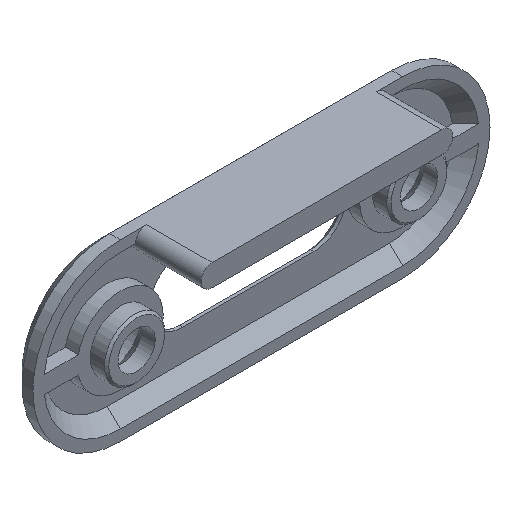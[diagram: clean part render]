
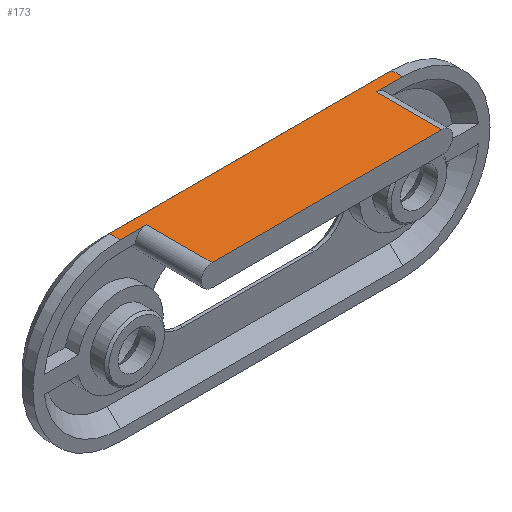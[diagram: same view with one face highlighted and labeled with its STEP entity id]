
A CAD part, isometric view. The second image highlights one B-rep face of the part: STEP entity #173.
In plain terms, the highlighted planar face has unit normal (0, 0, 1).
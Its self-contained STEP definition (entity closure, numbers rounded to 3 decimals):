
#173=ADVANCED_FACE('',(#264),#266,.F.);
#264=FACE_BOUND('',#265,.T.);
#265=EDGE_LOOP('',(#621,#622,#623,#624,#625,#626,#627,#628));
#266=PLANE('',#267);
#267=AXIS2_PLACEMENT_3D('',#268,#269,#270);
#268=CARTESIAN_POINT('',(0.,8.,16.));
#269=DIRECTION('',(0.,0.,-1.));
#270=DIRECTION('',(-1.,0.,0.));
#621=ORIENTED_EDGE('',*,*,#837,.F.);
#622=ORIENTED_EDGE('',*,*,#838,.T.);
#623=ORIENTED_EDGE('',*,*,#839,.F.);
#624=ORIENTED_EDGE('',*,*,#840,.F.);
#625=ORIENTED_EDGE('',*,*,#841,.T.);
#626=ORIENTED_EDGE('',*,*,#842,.F.);
#627=ORIENTED_EDGE('',*,*,#843,.T.);
#628=ORIENTED_EDGE('',*,*,#825,.F.);
#825=EDGE_CURVE('',#947,#948,#949,.T.);
#837=EDGE_CURVE('',#967,#947,#968,.T.);
#838=EDGE_CURVE('',#967,#969,#970,.F.);
#839=EDGE_CURVE('',#971,#969,#972,.T.);
#840=EDGE_CURVE('',#973,#971,#974,.T.);
#841=EDGE_CURVE('',#973,#975,#976,.T.);
#842=EDGE_CURVE('',#977,#975,#978,.F.);
#843=EDGE_CURVE('',#977,#948,#979,.T.);
#947=VERTEX_POINT('',#1160);
#948=VERTEX_POINT('',#1161);
#949=LINE('',#1162,#1163);
#967=VERTEX_POINT('',#1204);
#968=LINE('',#1205,#1206);
#969=VERTEX_POINT('',#1208);
#970=LINE('',#1209,#1210);
#971=VERTEX_POINT('',#1212);
#972=LINE('',#1213,#1214);
#973=VERTEX_POINT('',#1216);
#974=LINE('',#1217,#1218);
#975=VERTEX_POINT('',#1220);
#976=LINE('',#1221,#1222);
#977=VERTEX_POINT('',#1224);
#978=LINE('',#1225,#1226);
#979=LINE('',#1228,#1229);
#1160=CARTESIAN_POINT('',(-12.925,10.,16.));
#1161=CARTESIAN_POINT('',(12.925,10.,16.));
#1162=CARTESIAN_POINT('',(-12.925,10.,16.));
#1163=VECTOR('',#1164,1.);
#1164=DIRECTION('',(1.,0.,0.));
#1204=CARTESIAN_POINT('',(-12.925,9.,16.));
#1205=CARTESIAN_POINT('',(-12.925,9.,16.));
#1206=VECTOR('',#1207,1.);
#1207=DIRECTION('',(0.,1.,0.));
#1208=CARTESIAN_POINT('',(-10.525,9.,16.));
#1209=CARTESIAN_POINT('',(-10.525,9.,16.));
#1210=VECTOR('',#1211,1.);
#1211=DIRECTION('',(-1.,0.,0.));
#1212=CARTESIAN_POINT('',(-10.525,3.,16.));
#1213=CARTESIAN_POINT('',(-10.525,3.,16.));
#1214=VECTOR('',#1215,1.);
#1215=DIRECTION('',(0.,1.,0.));
#1216=CARTESIAN_POINT('',(10.525,3.,16.));
#1217=CARTESIAN_POINT('',(10.525,3.,16.));
#1218=VECTOR('',#1219,1.);
#1219=DIRECTION('',(-1.,0.,0.));
#1220=CARTESIAN_POINT('',(10.525,9.,16.));
#1221=CARTESIAN_POINT('',(10.525,3.,16.));
#1222=VECTOR('',#1223,1.);
#1223=DIRECTION('',(0.,1.,0.));
#1224=CARTESIAN_POINT('',(12.925,9.,16.));
#1225=CARTESIAN_POINT('',(10.525,9.,16.));
#1226=VECTOR('',#1227,1.);
#1227=DIRECTION('',(1.,0.,0.));
#1228=CARTESIAN_POINT('',(12.925,9.,16.));
#1229=VECTOR('',#1230,1.);
#1230=DIRECTION('',(0.,1.,0.));
